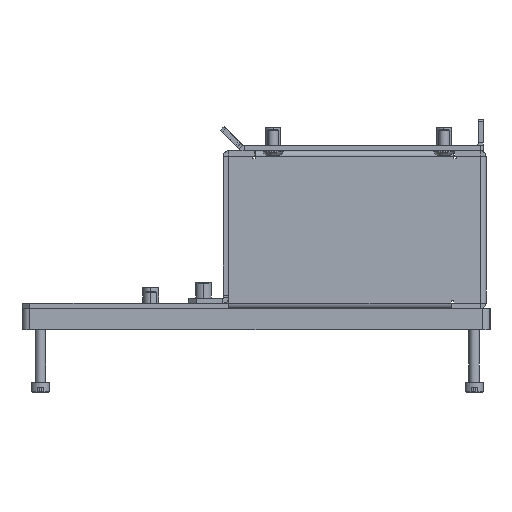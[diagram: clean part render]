
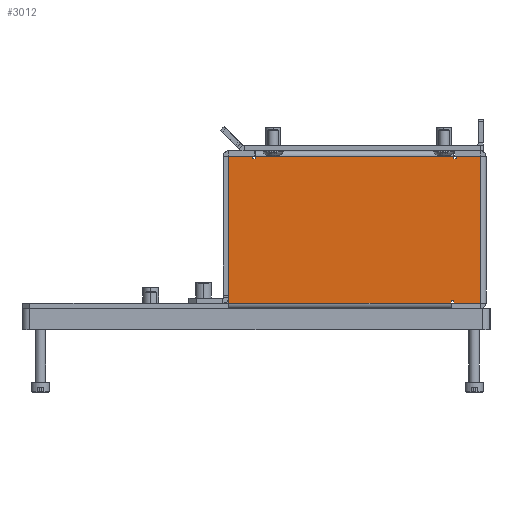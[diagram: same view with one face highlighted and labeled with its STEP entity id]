
A CAD part, left-side view. The second image highlights one B-rep face of the part: STEP entity #3012.
In plain terms, the highlighted face is planar.
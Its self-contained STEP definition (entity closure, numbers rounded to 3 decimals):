
#215 = LINE ( 'NONE', #3651, #8084 ) ;
#270 = VECTOR ( 'NONE', #5328, 1000. ) ;
#365 = EDGE_CURVE ( 'NONE', #1556, #9254, #12737, .T. ) ;
#510 = VECTOR ( 'NONE', #13270, 1000. ) ;
#526 = VERTEX_POINT ( 'NONE', #3573 ) ;
#540 = LINE ( 'NONE', #5317, #10338 ) ;
#1393 = LINE ( 'NONE', #10632, #4841 ) ;
#1420 = EDGE_CURVE ( 'NONE', #3844, #14315, #540, .T. ) ;
#1544 = VERTEX_POINT ( 'NONE', #12506 ) ;
#1556 = VERTEX_POINT ( 'NONE', #12337 ) ;
#1584 = VERTEX_POINT ( 'NONE', #11155 ) ;
#1606 = ORIENTED_EDGE ( 'NONE', *, *, #6464, .T. ) ;
#1730 = VERTEX_POINT ( 'NONE', #9392 ) ;
#1776 = ORIENTED_EDGE ( 'NONE', *, *, #10685, .F. ) ;
#1934 = CARTESIAN_POINT ( 'NONE',  ( 229., 97.999, 55.9 ) ) ;
#2122 = EDGE_CURVE ( 'NONE', #9254, #5082, #2636, .T. ) ;
#2251 = DIRECTION ( 'NONE',  ( 0., -1., 0. ) ) ;
#2606 = EDGE_CURVE ( 'NONE', #14315, #10109, #14945, .T. ) ;
#2636 = LINE ( 'NONE', #6269, #4788 ) ;
#2833 = DIRECTION ( 'NONE',  ( 0., 0., 1. ) ) ;
#3012 = ADVANCED_FACE ( 'NONE', ( #3840 ), #6178, .F. ) ;
#3241 = LINE ( 'NONE', #11269, #510 ) ;
#3350 = ORIENTED_EDGE ( 'NONE', *, *, #365, .F. ) ;
#3452 = CARTESIAN_POINT ( 'NONE',  ( 229., 88.8, 56. ) ) ;
#3573 = CARTESIAN_POINT ( 'NONE',  ( 229., 13.2, 54.9 ) ) ;
#3593 = VECTOR ( 'NONE', #8114, 1000. ) ;
#3629 = VECTOR ( 'NONE', #7966, 1000. ) ;
#3651 = CARTESIAN_POINT ( 'NONE',  ( 229., 11.2, 56. ) ) ;
#3666 = ORIENTED_EDGE ( 'NONE', *, *, #8833, .F. ) ;
#3778 = DIRECTION ( 'NONE',  ( 0., -1., 0. ) ) ;
#3840 = FACE_OUTER_BOUND ( 'NONE', #10308, .T. ) ;
#3844 = VERTEX_POINT ( 'NONE', #8605 ) ;
#3969 = LINE ( 'NONE', #8481, #10285 ) ;
#4264 = DIRECTION ( 'NONE',  ( 0., -1., 0. ) ) ;
#4545 = CARTESIAN_POINT ( 'NONE',  ( 229., 11.2, 0. ) ) ;
#4582 = AXIS2_PLACEMENT_3D ( 'NONE', #10796, #13115, #6333 ) ;
#4583 = DIRECTION ( 'NONE',  ( 0., 1., 0. ) ) ;
#4586 = CARTESIAN_POINT ( 'NONE',  ( 229., 87.8, 1.1 ) ) ;
#4785 = EDGE_CURVE ( 'NONE', #1730, #526, #6185, .T. ) ;
#4788 = VECTOR ( 'NONE', #3778, 1000. ) ;
#4841 = VECTOR ( 'NONE', #2833, 1000. ) ;
#4847 = DIRECTION ( 'NONE',  ( 0., 0., -1. ) ) ;
#4985 = EDGE_CURVE ( 'NONE', #1556, #14572, #3241, .T. ) ;
#5082 = VERTEX_POINT ( 'NONE', #4586 ) ;
#5164 = DIRECTION ( 'NONE',  ( 0., 1., 0. ) ) ;
#5216 = ORIENTED_EDGE ( 'NONE', *, *, #12842, .F. ) ;
#5317 = CARTESIAN_POINT ( 'NONE',  ( 229., 2.1, 56. ) ) ;
#5328 = DIRECTION ( 'NONE',  ( 0., 0., -1. ) ) ;
#5355 = EDGE_CURVE ( 'NONE', #9521, #14572, #8714, .T. ) ;
#5638 = VECTOR ( 'NONE', #2251, 1000. ) ;
#5768 = CARTESIAN_POINT ( 'NONE',  ( 229., 87.8, 56. ) ) ;
#5785 = VECTOR ( 'NONE', #4583, 1000. ) ;
#5788 = LINE ( 'NONE', #12727, #3593 ) ;
#5944 = VECTOR ( 'NONE', #12674, 1000. ) ;
#6178 = PLANE ( 'NONE',  #4582 ) ;
#6185 = LINE ( 'NONE', #7466, #10913 ) ;
#6269 = CARTESIAN_POINT ( 'NONE',  ( 229., 0., 1.1 ) ) ;
#6333 = DIRECTION ( 'NONE',  ( 0., -1., 0. ) ) ;
#6464 = EDGE_CURVE ( 'NONE', #9717, #13058, #10984, .T. ) ;
#6845 = LINE ( 'NONE', #10253, #3629 ) ;
#7049 = CARTESIAN_POINT ( 'NONE',  ( 229., 2.1, 0. ) ) ;
#7215 = EDGE_CURVE ( 'NONE', #3844, #11333, #3969, .T. ) ;
#7224 = ORIENTED_EDGE ( 'NONE', *, *, #5355, .F. ) ;
#7337 = CARTESIAN_POINT ( 'NONE',  ( 229., 12.2, 0.1 ) ) ;
#7403 = EDGE_CURVE ( 'NONE', #14929, #10109, #215, .T. ) ;
#7421 = ORIENTED_EDGE ( 'NONE', *, *, #2122, .F. ) ;
#7466 = CARTESIAN_POINT ( 'NONE',  ( 229., 0., 54.9 ) ) ;
#7966 = DIRECTION ( 'NONE',  ( 0., 0., -1. ) ) ;
#7980 = CARTESIAN_POINT ( 'NONE',  ( 229., 0., 1.1 ) ) ;
#8084 = VECTOR ( 'NONE', #4847, 1000. ) ;
#8114 = DIRECTION ( 'NONE',  ( 0., 0., 1. ) ) ;
#8188 = ORIENTED_EDGE ( 'NONE', *, *, #14289, .T. ) ;
#8481 = CARTESIAN_POINT ( 'NONE',  ( 229., 0., 56. ) ) ;
#8605 = CARTESIAN_POINT ( 'NONE',  ( 229., 2.1, 56. ) ) ;
#8645 = CARTESIAN_POINT ( 'NONE',  ( 229., 97.999, 56. ) ) ;
#8714 = LINE ( 'NONE', #8645, #270 ) ;
#8833 = EDGE_CURVE ( 'NONE', #5082, #13058, #9386, .T. ) ;
#8869 = ORIENTED_EDGE ( 'NONE', *, *, #9686, .F. ) ;
#8996 = CARTESIAN_POINT ( 'NONE',  ( 229., 12.2, 56. ) ) ;
#9254 = VERTEX_POINT ( 'NONE', #11928 ) ;
#9266 = CARTESIAN_POINT ( 'NONE',  ( 229., 87.8, 0.1 ) ) ;
#9386 = LINE ( 'NONE', #5768, #14432 ) ;
#9392 = CARTESIAN_POINT ( 'NONE',  ( 229., 12.2, 54.9 ) ) ;
#9397 = ORIENTED_EDGE ( 'NONE', *, *, #7215, .F. ) ;
#9521 = VERTEX_POINT ( 'NONE', #1934 ) ;
#9686 = EDGE_CURVE ( 'NONE', #526, #1544, #5788, .T. ) ;
#9717 = VERTEX_POINT ( 'NONE', #14458 ) ;
#10109 = VERTEX_POINT ( 'NONE', #4545 ) ;
#10253 = CARTESIAN_POINT ( 'NONE',  ( 229., 12.2, 56. ) ) ;
#10285 = VECTOR ( 'NONE', #5164, 1000. ) ;
#10308 = EDGE_LOOP ( 'NONE', ( #11931, #5216, #13299, #1606, #3666, #7421, #3350, #12323, #7224, #8188, #8869, #11020, #1776, #9397, #12776, #11851 ) ) ;
#10338 = VECTOR ( 'NONE', #10767, 1000. ) ;
#10535 = DIRECTION ( 'NONE',  ( 0., 0., -1. ) ) ;
#10632 = CARTESIAN_POINT ( 'NONE',  ( 229., 12.2, 56. ) ) ;
#10685 = EDGE_CURVE ( 'NONE', #11333, #1730, #6845, .T. ) ;
#10767 = DIRECTION ( 'NONE',  ( 0., 0., -1. ) ) ;
#10796 = CARTESIAN_POINT ( 'NONE',  ( 229., 0., 56. ) ) ;
#10877 = DIRECTION ( 'NONE',  ( 0., 1., 0. ) ) ;
#10913 = VECTOR ( 'NONE', #10877, 1000. ) ;
#10984 = LINE ( 'NONE', #7337, #13615 ) ;
#11020 = ORIENTED_EDGE ( 'NONE', *, *, #4785, .F. ) ;
#11099 = LINE ( 'NONE', #7980, #5638 ) ;
#11155 = CARTESIAN_POINT ( 'NONE',  ( 229., 12.2, 1.1 ) ) ;
#11269 = CARTESIAN_POINT ( 'NONE',  ( 229., 0., 0. ) ) ;
#11333 = VERTEX_POINT ( 'NONE', #8996 ) ;
#11461 = EDGE_CURVE ( 'NONE', #9717, #1584, #1393, .T. ) ;
#11851 = ORIENTED_EDGE ( 'NONE', *, *, #2606, .T. ) ;
#11928 = CARTESIAN_POINT ( 'NONE',  ( 229., 88.8, 1.1 ) ) ;
#11931 = ORIENTED_EDGE ( 'NONE', *, *, #7403, .F. ) ;
#12271 = LINE ( 'NONE', #13552, #14327 ) ;
#12323 = ORIENTED_EDGE ( 'NONE', *, *, #4985, .T. ) ;
#12337 = CARTESIAN_POINT ( 'NONE',  ( 229., 88.8, 0. ) ) ;
#12506 = CARTESIAN_POINT ( 'NONE',  ( 229., 13.2, 55.9 ) ) ;
#12674 = DIRECTION ( 'NONE',  ( 0., 0., 1. ) ) ;
#12675 = CARTESIAN_POINT ( 'NONE',  ( 229., 0., 0. ) ) ;
#12727 = CARTESIAN_POINT ( 'NONE',  ( 229., 13.2, 56. ) ) ;
#12737 = LINE ( 'NONE', #3452, #5944 ) ;
#12776 = ORIENTED_EDGE ( 'NONE', *, *, #1420, .T. ) ;
#12842 = EDGE_CURVE ( 'NONE', #1584, #14929, #11099, .T. ) ;
#12924 = DIRECTION ( 'NONE',  ( 0., 1., 0. ) ) ;
#13058 = VERTEX_POINT ( 'NONE', #9266 ) ;
#13115 = DIRECTION ( 'NONE',  ( -1., 0., 0. ) ) ;
#13270 = DIRECTION ( 'NONE',  ( 0., 1., 0. ) ) ;
#13299 = ORIENTED_EDGE ( 'NONE', *, *, #11461, .F. ) ;
#13552 = CARTESIAN_POINT ( 'NONE',  ( 229., 97.999, 55.9 ) ) ;
#13615 = VECTOR ( 'NONE', #12924, 1000. ) ;
#13862 = CARTESIAN_POINT ( 'NONE',  ( 229., 11.2, 1.1 ) ) ;
#14289 = EDGE_CURVE ( 'NONE', #9521, #1544, #12271, .T. ) ;
#14315 = VERTEX_POINT ( 'NONE', #7049 ) ;
#14327 = VECTOR ( 'NONE', #4264, 1000. ) ;
#14408 = CARTESIAN_POINT ( 'NONE',  ( 229., 97.999, 0. ) ) ;
#14432 = VECTOR ( 'NONE', #10535, 1000. ) ;
#14458 = CARTESIAN_POINT ( 'NONE',  ( 229., 12.2, 0.1 ) ) ;
#14572 = VERTEX_POINT ( 'NONE', #14408 ) ;
#14929 = VERTEX_POINT ( 'NONE', #13862 ) ;
#14945 = LINE ( 'NONE', #12675, #5785 ) ;
